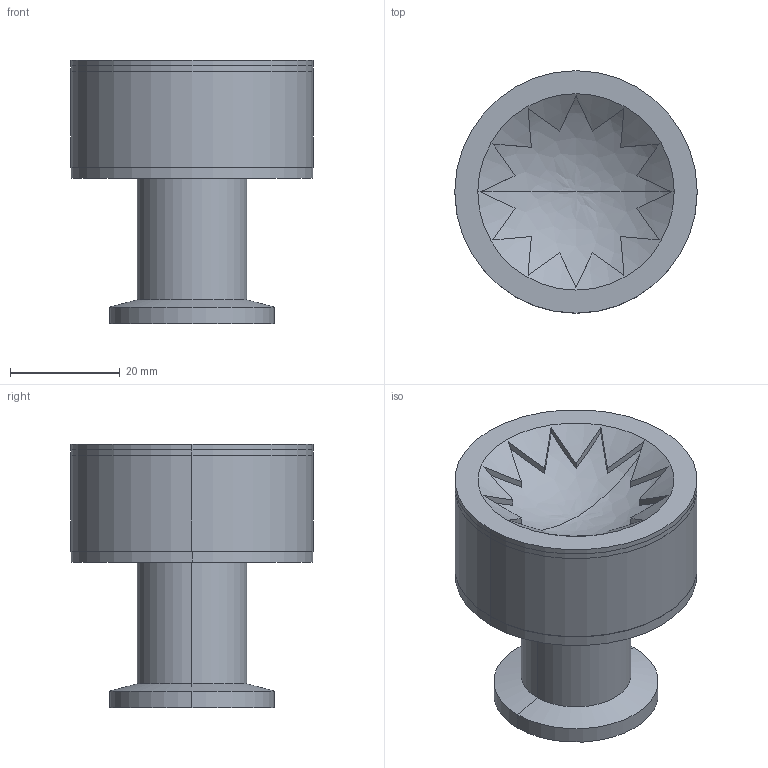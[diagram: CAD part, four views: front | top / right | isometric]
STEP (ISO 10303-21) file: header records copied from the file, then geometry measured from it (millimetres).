
FILE_DESCRIPTION (( 'STEP AP214' ), '1' );
FILE_NAME ('461-PBD-K16_00.STEP', '2025-03-25T09:57:12', ( '' ), ( '' ), 'SwSTEP 2.0', 'SolidWorks 2022', '' );
FILE_SCHEMA (( 'AUTOMOTIVE_DESIGN' ));
Length unit declared in the file: millimetre
Products named in the file (1): 461-PBD-K16_00
Bounding box: 44.2 x 44.2 x 48 mm (x, y, z)
Volume: 18169.9 mm3; surface area: 18502.6 mm2
Topology: 5 solids, 5 shells, 68 faces, 160 edges, 102 vertices
Faces by surface type: plane 36, cylinder 22, cone 6, bspline 4
Entity records: 2794 total; most frequent: CARTESIAN_POINT 535, ORIENTED_EDGE 312, DIRECTION 286, EDGE_CURVE 156, AXIS2_PLACEMENT_3D 117, VERTEX_POINT 102, EDGE_LOOP 80, UNCERTAINTY_MEASURE_WITH_UNIT 75
